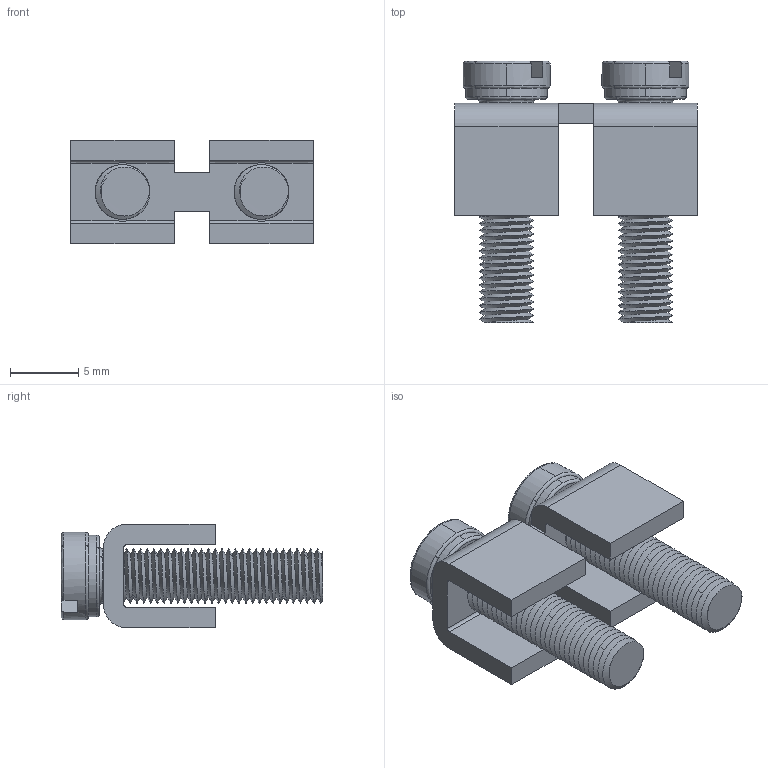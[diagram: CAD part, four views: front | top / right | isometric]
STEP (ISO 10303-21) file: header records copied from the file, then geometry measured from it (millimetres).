
FILE_DESCRIPTION (( 'STEP AP214' ), '1' );
FILE_NAME ('FBI2-10.STEP', '2020-06-08T01:13:29', ( 'P' ), ( 'Microsoft' ), 'SwSTEP 2.0', 'SolidWorks 2015', '' );
FILE_SCHEMA (( 'AUTOMOTIVE_DESIGN' ));
Length unit declared in the file: millimetre
Products named in the file (1): FBI2-10
Bounding box: 17.8 x 19.2 x 7.6 mm (x, y, z)
Volume: 929.2 mm3; surface area: 1659.8 mm2
Topology: 1 solids, 1 shells, 110 faces, 530 edges, 426 vertices
Faces by surface type: bspline 54, plane 36, cylinder 20
Entity records: 24318 total; most frequent: CARTESIAN_POINT 20707, ORIENTED_EDGE 1056, EDGE_CURVE 528, VERTEX_POINT 426, DIRECTION 370, B_SPLINE_CURVE_WITH_KNOTS 342, AXIS2_PLACEMENT_3D 133, EDGE_LOOP 116
